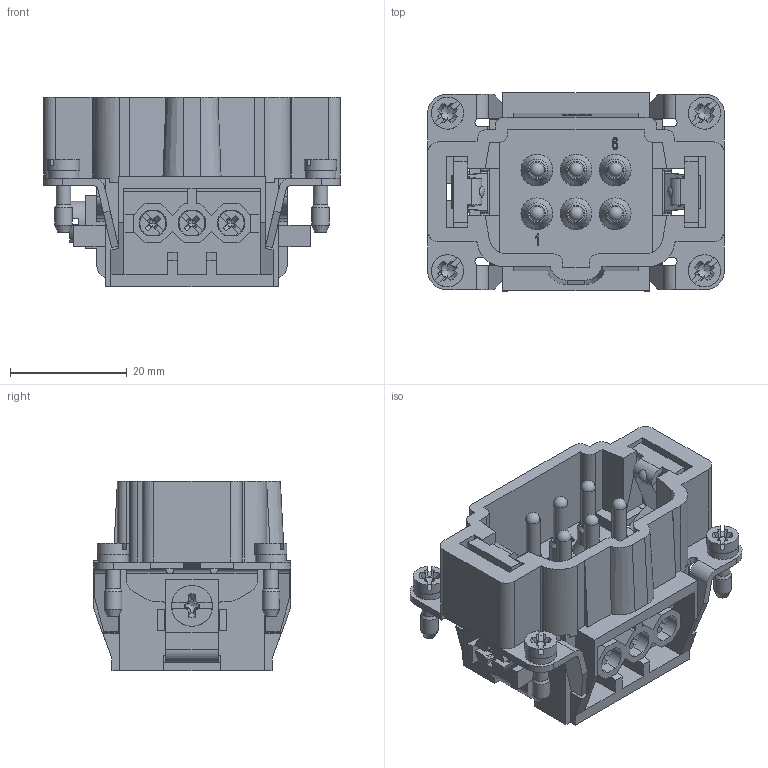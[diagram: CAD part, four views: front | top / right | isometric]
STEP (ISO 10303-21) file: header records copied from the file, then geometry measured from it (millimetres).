
FILE_DESCRIPTION(/* description */ (''),/* implementation_level */ '2;1');
FILE_NAME(/* name */ '100094782ugm000_d.stp',/* time_stamp */ '2018-11-29T08:23:27+01:00',/* author */ (''),/* organization */ (''),/* preprocessor_version */ 'ST-DEVELOPER v16.7',/* originating_system */ 'SIEMENS PLM Software NX 12.0',/* authorisation */ '');
FILE_SCHEMA (('AUTOMOTIVE_DESIGN { 1 0 10303 214 3 1 1 1 }'));
Products named in the file (1): 100094782ugm000_d
Bounding box: 50.85 x 33.9 x 32.42 mm (x, y, z)
Volume: 19508.7 mm3; surface area: 16378.4 mm2
Topology: 1 solids, 2 shells, 1418 faces, 4160 edges, 2841 vertices
Faces by surface type: plane 901, cylinder 167, bspline 147, cone 119, extrusion 76, sphere 8
Full cylindrical faces by diameter (mm): 0.335 x1, 0.492 x1, 2.438 x2, 2.5 x12, 3 x4, 3.2 x1, 3.5 x1, 3.75 x6, 5.3 x4, 5.5 x4, 7 x1
Entity records: 71884 total; most frequent: CARTESIAN_POINT 26755, ORIENTED_EDGE 7900, DIRECTION 6194, EDGE_CURVE 3950, VERTEX_POINT 2658, VECTOR 2486, LINE 2410, AXIS2_PLACEMENT_3D 1854
